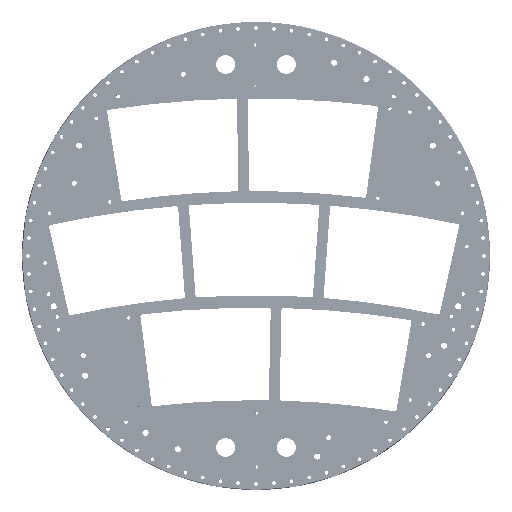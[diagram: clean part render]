
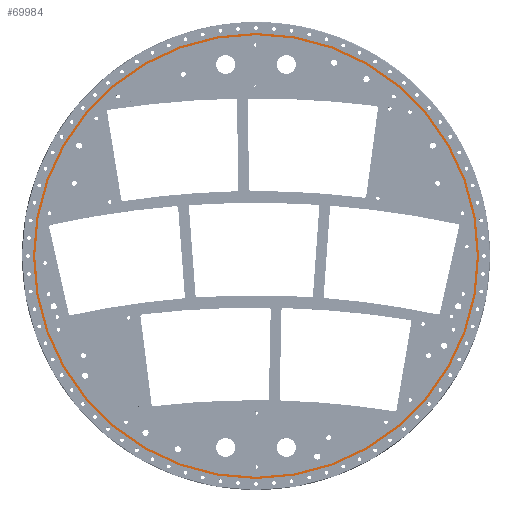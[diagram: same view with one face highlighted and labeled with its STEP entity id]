
A CAD part, top view. The second image highlights one B-rep face of the part: STEP entity #69984.
In plain terms, the highlighted planar face has unit normal (0, 0, 1).
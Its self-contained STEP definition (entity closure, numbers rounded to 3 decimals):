
#69922=CARTESIAN_POINT('',(363.35,0.,17.25));
#69923=VERTEX_POINT('',#69922);
#69924=CARTESIAN_POINT('',(0.0,0.0,17.25));
#69925=DIRECTION('',(0.0,0.0,1.0));
#69926=DIRECTION('',(-1.0,0.0,0.0));
#69927=AXIS2_PLACEMENT_3D('',#69924,#69925,#69926);
#69928=CIRCLE('',#69927,363.35);
#69929=EDGE_CURVE('',#69923,#69923,#69928,.T.);
#69950=CARTESIAN_POINT('',(367.0,0.,17.25));
#69951=VERTEX_POINT('',#69950);
#69952=CARTESIAN_POINT('',(0.0,0.0,17.25));
#69953=DIRECTION('',(0.0,0.0,1.0));
#69954=DIRECTION('',(-1.0,0.0,0.0));
#69955=AXIS2_PLACEMENT_3D('',#69952,#69953,#69954);
#69956=CIRCLE('',#69955,367.0);
#69957=EDGE_CURVE('',#69951,#69951,#69956,.T.);
#69973=CARTESIAN_POINT('',(0.0,0.0,17.25));
#69974=DIRECTION('',(0.0,0.0,-1.0));
#69975=DIRECTION('',(-1.0,0.0,0.0));
#69976=AXIS2_PLACEMENT_3D('',#69973,#69974,#69975);
#69977=PLANE('',#69976);
#69978=ORIENTED_EDGE('',*,*,#69957,.T.);
#69979=EDGE_LOOP('',(#69978));
#69980=FACE_OUTER_BOUND('',#69979,.T.);
#69981=ORIENTED_EDGE('',*,*,#69929,.F.);
#69982=EDGE_LOOP('',(#69981));
#69983=FACE_BOUND('',#69982,.T.);
#69984=ADVANCED_FACE('',(#69980,#69983),#69977,.F.);
